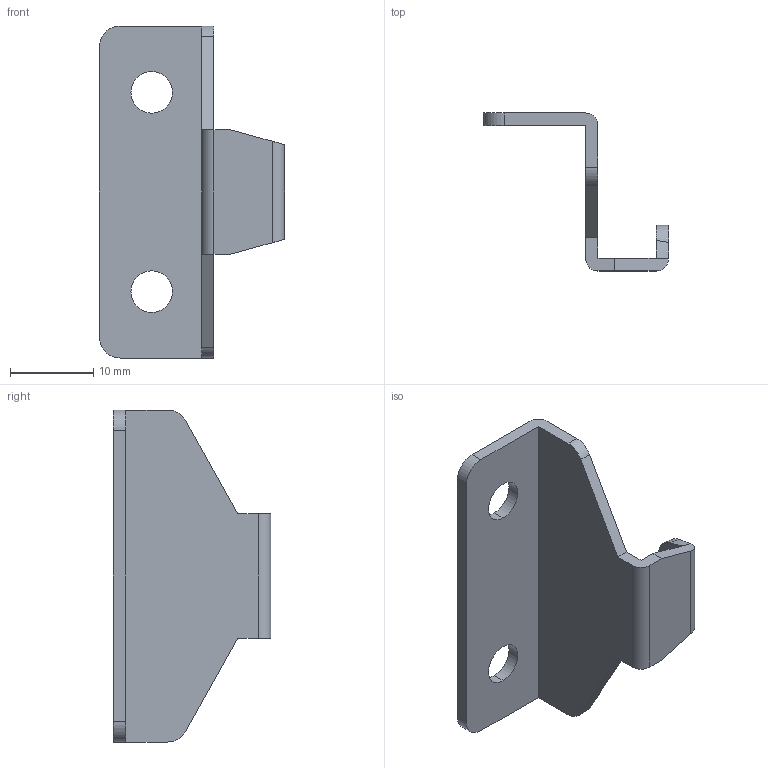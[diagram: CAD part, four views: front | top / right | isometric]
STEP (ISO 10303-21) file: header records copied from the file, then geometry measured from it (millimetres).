
FILE_DESCRIPTION( (''), '2;1');
FILE_NAME ('PC005.16280.TL_443_1_7298.stp','2024-01-23T19:01:43',(''),(''),'spGate 19.8.4 (****-****-****-****)','','');
FILE_SCHEMA (('AUTOMOTIVE_DESIGN'));
Length unit declared in the file: millimetre
Bounding box: 22.3 x 19 x 40 mm (x, y, z)
Volume: 1737.3 mm3; surface area: 2583.8 mm2
Topology: 1 solids, 1 shells, 33 faces, 89 edges, 58 vertices
Faces by surface type: plane 18, cylinder 11, bspline 4
Entity records: 1821 total; most frequent: CARTESIAN_POINT 294, ORIENTED_EDGE 178, DIRECTION 153, COLOUR_RGB 123, PRESENTATION_STYLE_ASSIGNMENT 123, STYLED_ITEM 123, EDGE_CURVE 89, DRAUGHTING_PRE_DEFINED_CURVE_FONT 89
